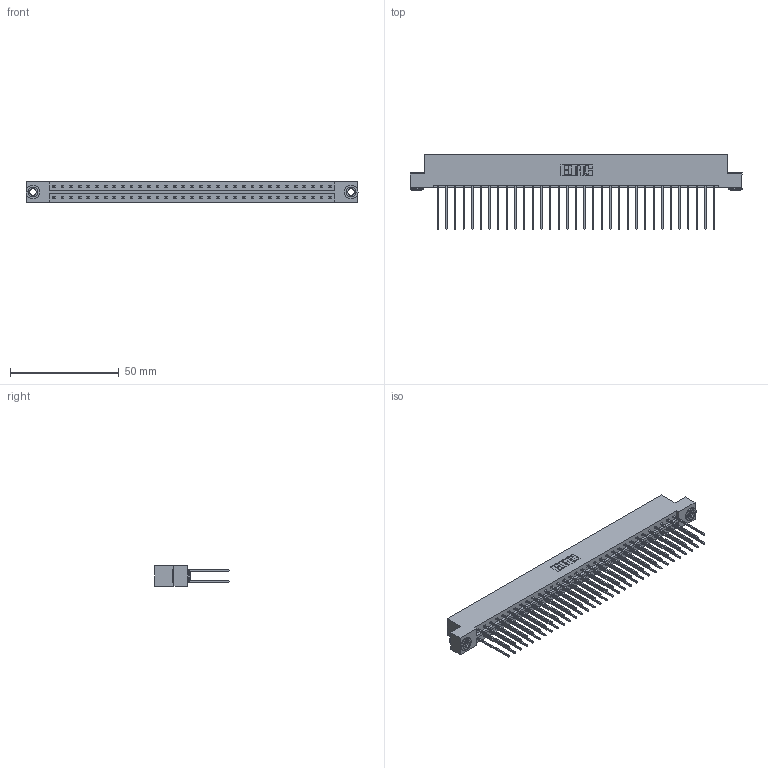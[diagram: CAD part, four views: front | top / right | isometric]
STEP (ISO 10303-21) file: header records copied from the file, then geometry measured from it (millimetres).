
FILE_DESCRIPTION (( 'STEP AP203' ), '1' );
FILE_NAME ('333-066-541-203.STEP', '2018-08-04T11:26:36', ( '' ), ( '' ), 'SwSTEP 2.0', 'SolidWorks 2016', '' );
FILE_SCHEMA (( 'CONFIG_CONTROL_DESIGN' ));
Length unit declared in the file: inch
Products named in the file (4): 345-250-002_345-250-002-102; 333-066-541-203; 333 Part_Flush - .156 Dia - TH; 345-292-001_345-293-141
Assembly tree (69 placements, depth 2):
  333-066-541-203
    333 Part_Flush - .156 Dia - TH
    345-292-001_345-293-141  x66
    345-250-002_345-250-002-102  x2
Bounding box: 152.3 x 34.3 x 9.4 mm (x, y, z)
Volume: 15862.7 mm3; surface area: 20763.3 mm2
Topology: 69 solids, 69 shells, 3584 faces, 10617 edges, 6986 vertices
Faces by surface type: plane 2456, cylinder 1120, cone 8
Entity records: 23062 total; most frequent: CARTESIAN_POINT 3809, ORIENTED_EDGE 3738, DIRECTION 3303, EDGE_CURVE 1869, VECTOR 1717, LINE 1717, VERTEX_POINT 1242, AXIS2_PLACEMENT_3D 793
